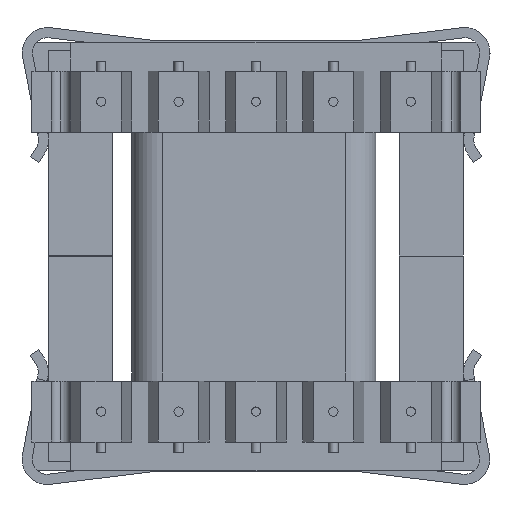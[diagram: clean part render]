
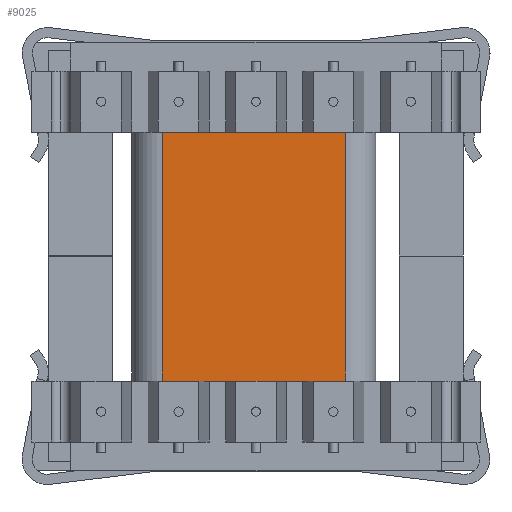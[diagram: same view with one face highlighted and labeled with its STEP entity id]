
A CAD part, front view. The second image highlights one B-rep face of the part: STEP entity #9025.
In plain terms, the highlighted planar face has unit normal (0, -1, 0).
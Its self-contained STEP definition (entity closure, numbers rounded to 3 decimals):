
#260 = VERTEX_POINT ( 'NONE', #6802 ) ;
#346 = LINE ( 'NONE', #9064, #17864 ) ;
#2436 = EDGE_LOOP ( 'NONE', ( #15204, #18624, #15170, #8155 ) ) ;
#2602 = VECTOR ( 'NONE', #13089, 1000. ) ;
#3092 = DIRECTION ( 'NONE',  ( 0., 0., 1. ) ) ;
#4561 = CARTESIAN_POINT ( 'NONE',  ( -0.95, -2.45, 12.24 ) ) ;
#4907 = AXIS2_PLACEMENT_3D ( 'NONE', #4561, #10467, #3092 ) ;
#5127 = DIRECTION ( 'NONE',  ( -1., 0., 0. ) ) ;
#6691 = CARTESIAN_POINT ( 'NONE',  ( 8.05, -2.45, 12.24 ) ) ;
#6802 = CARTESIAN_POINT ( 'NONE',  ( -0.95, -2.45, 0. ) ) ;
#6844 = EDGE_CURVE ( 'NONE', #260, #11969, #12067, .T. ) ;
#7471 = DIRECTION ( 'NONE',  ( 0., 0., 1. ) ) ;
#7491 = EDGE_CURVE ( 'NONE', #9827, #260, #16767, .T. ) ;
#7645 = CARTESIAN_POINT ( 'NONE',  ( 8.05, -2.45, 0. ) ) ;
#7783 = VECTOR ( 'NONE', #7471, 1000. ) ;
#8155 = ORIENTED_EDGE ( 'NONE', *, *, #7491, .F. ) ;
#8798 = CARTESIAN_POINT ( 'NONE',  ( -0.95, -2.45, 12.24 ) ) ;
#9025 = ADVANCED_FACE ( 'NONE', ( #14800 ), #16378, .F. ) ;
#9064 = CARTESIAN_POINT ( 'NONE',  ( 8.05, -2.45, 12.24 ) ) ;
#9827 = VERTEX_POINT ( 'NONE', #7645 ) ;
#10290 = VECTOR ( 'NONE', #5127, 1000. ) ;
#10327 = LINE ( 'NONE', #17506, #2602 ) ;
#10467 = DIRECTION ( 'NONE',  ( 0., 1., 0. ) ) ;
#11442 = CARTESIAN_POINT ( 'NONE',  ( -0.95, -2.45, 12.24 ) ) ;
#11969 = VERTEX_POINT ( 'NONE', #11442 ) ;
#12067 = LINE ( 'NONE', #8798, #7783 ) ;
#12406 = DIRECTION ( 'NONE',  ( 0., 0., -1. ) ) ;
#13089 = DIRECTION ( 'NONE',  ( 1., 0., 0. ) ) ;
#14800 = FACE_OUTER_BOUND ( 'NONE', #2436, .T. ) ;
#15170 = ORIENTED_EDGE ( 'NONE', *, *, #6844, .F. ) ;
#15204 = ORIENTED_EDGE ( 'NONE', *, *, #17006, .F. ) ;
#16378 = PLANE ( 'NONE',  #4907 ) ;
#16767 = LINE ( 'NONE', #18394, #10290 ) ;
#17006 = EDGE_CURVE ( 'NONE', #18786, #9827, #346, .T. ) ;
#17393 = EDGE_CURVE ( 'NONE', #11969, #18786, #10327, .T. ) ;
#17506 = CARTESIAN_POINT ( 'NONE',  ( -0.95, -2.45, 12.24 ) ) ;
#17864 = VECTOR ( 'NONE', #12406, 1000. ) ;
#18394 = CARTESIAN_POINT ( 'NONE',  ( -0.95, -2.45, 0. ) ) ;
#18624 = ORIENTED_EDGE ( 'NONE', *, *, #17393, .F. ) ;
#18786 = VERTEX_POINT ( 'NONE', #6691 ) ;
